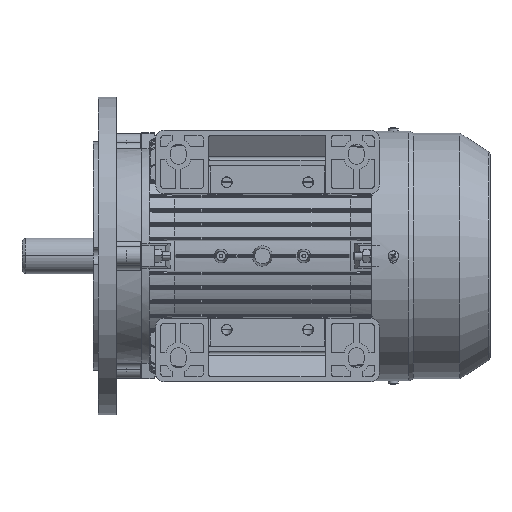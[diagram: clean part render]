
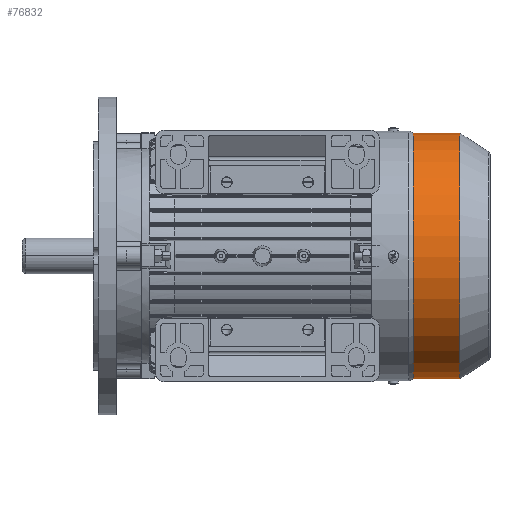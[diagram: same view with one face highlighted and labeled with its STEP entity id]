
A CAD part, front view. The second image highlights one B-rep face of the part: STEP entity #76832.
In plain terms, the highlighted cylindrical face has radius 96.7 mm (diameter 193.4 mm), a partial arc.
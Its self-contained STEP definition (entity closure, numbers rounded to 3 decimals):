
#70524 = VERTEX_POINT ( 'NONE', #85889 ) ;
#70526 = VERTEX_POINT ( 'NONE', #85880 ) ;
#70598 = VERTEX_POINT ( 'NONE', #85967 ) ;
#70601 = VERTEX_POINT ( 'NONE', #85965 ) ;
#70615 = EDGE_CURVE ( 'NONE', #70601, #70526, #86106, .T. ) ;
#70627 = EDGE_CURVE ( 'NONE', #70598, #70524, #86090, .T. ) ;
#76797 = EDGE_LOOP ( 'NONE', ( #76835, #76837, #76840, #76842 ) ) ;
#76831 = EDGE_CURVE ( 'NONE', #70601, #70598, #101973, .T. ) ;
#76832 = ADVANCED_FACE ( 'NONE', ( #101974 ), #102021, .T. ) ;
#76835 = ORIENTED_EDGE ( 'NONE', *, *, #70615, .F. ) ;
#76837 = ORIENTED_EDGE ( 'NONE', *, *, #76831, .T. ) ;
#76840 = ORIENTED_EDGE ( 'NONE', *, *, #70627, .T. ) ;
#76842 = ORIENTED_EDGE ( 'NONE', *, *, #76844, .F. ) ;
#76844 = EDGE_CURVE ( 'NONE', #70526, #70524, #102008, .T. ) ;
#85880 = CARTESIAN_POINT ( 'NONE',  ( 32.746, 0., -96.7 ) ) ;
#85889 = CARTESIAN_POINT ( 'NONE',  ( 32.746, 0., 96.7 ) ) ;
#85965 = CARTESIAN_POINT ( 'NONE',  ( 69.291, 0., -96.7 ) ) ;
#85967 = CARTESIAN_POINT ( 'NONE',  ( 69.291, 0., 96.7 ) ) ;
#86085 = DIRECTION ( 'NONE',  ( -1., 0., 0. ) ) ;
#86086 = VECTOR ( 'NONE', #86085, 1000. ) ;
#86088 = CARTESIAN_POINT ( 'NONE',  ( 0., 0., 96.7 ) ) ;
#86090 = LINE ( 'NONE', #86088, #86086 ) ;
#86102 = DIRECTION ( 'NONE',  ( -1., 0., 0. ) ) ;
#86103 = VECTOR ( 'NONE', #86102, 1000. ) ;
#86105 = CARTESIAN_POINT ( 'NONE',  ( 0., 0., -96.7 ) ) ;
#86106 = LINE ( 'NONE', #86105, #86103 ) ;
#101968 = CARTESIAN_POINT ( 'NONE',  ( 0., 0., 0. ) ) ;
#101969 = DIRECTION ( 'NONE',  ( 0., 0., 1. ) ) ;
#101970 = DIRECTION ( 'NONE',  ( -1., 0., 0. ) ) ;
#101971 = CARTESIAN_POINT ( 'NONE',  ( 69.291, 0., 0. ) ) ;
#101972 = AXIS2_PLACEMENT_3D ( 'NONE', #101971, #101970, #101969 ) ;
#101973 = CIRCLE ( 'NONE', #101972, 96.7 ) ;
#101974 = FACE_OUTER_BOUND ( 'NONE', #76797, .T. ) ;
#102004 = DIRECTION ( 'NONE',  ( 0., 0., 1. ) ) ;
#102005 = DIRECTION ( 'NONE',  ( -1., 0., 0. ) ) ;
#102006 = CARTESIAN_POINT ( 'NONE',  ( 32.746, 0., 0. ) ) ;
#102007 = AXIS2_PLACEMENT_3D ( 'NONE', #102006, #102005, #102004 ) ;
#102008 = CIRCLE ( 'NONE', #102007, 96.7 ) ;
#102018 = DIRECTION ( 'NONE',  ( 0., 0., 1. ) ) ;
#102019 = DIRECTION ( 'NONE',  ( -1., 0., 0. ) ) ;
#102020 = AXIS2_PLACEMENT_3D ( 'NONE', #101968, #102019, #102018 ) ;
#102021 = CYLINDRICAL_SURFACE ( 'NONE', #102020, 96.7 ) ;
